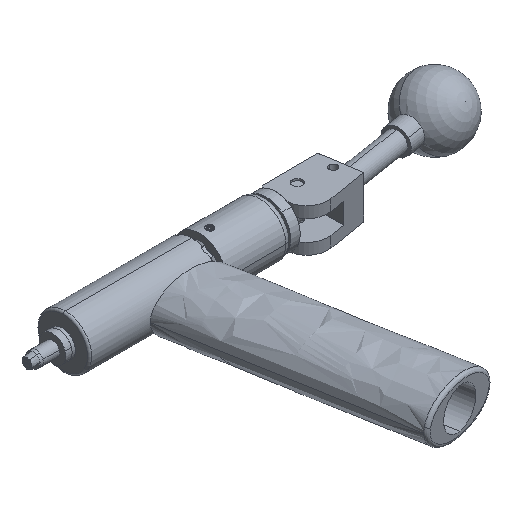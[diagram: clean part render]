
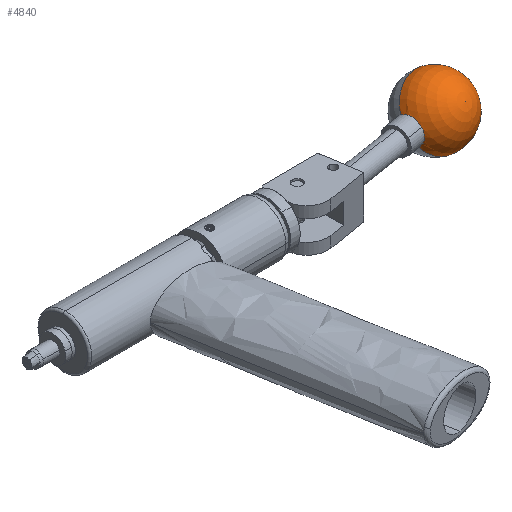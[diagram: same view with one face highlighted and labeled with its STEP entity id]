
A CAD part, isometric view. The second image highlights one B-rep face of the part: STEP entity #4840.
In plain terms, the highlighted spherical face has radius 15.875 mm.
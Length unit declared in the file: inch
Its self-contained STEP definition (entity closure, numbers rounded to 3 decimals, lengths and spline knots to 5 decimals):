
#249 = CARTESIAN_POINT ( 'NONE',  ( 7.7727, 0.37782, 0. ) ) ;
#720 = DIRECTION ( 'NONE',  ( 0.127, -0.801, 0.585 ) ) ;
#1616 = VERTEX_POINT ( 'NONE', #2118 ) ;
#1864 = DIRECTION ( 'NONE',  ( 0.988, 0.156, 0. ) ) ;
#2065 = CIRCLE ( 'NONE', #15516, 0.25 ) ;
#2118 = CARTESIAN_POINT ( 'NONE',  ( 6.62134, -0.00981, 0.14627 ) ) ;
#3050 = DIRECTION ( 'NONE',  ( 0., -0.59, -0.808 ) ) ;
#3503 = ORIENTED_EDGE ( 'NONE', *, *, #6035, .T. ) ;
#4162 = DIRECTION ( 'NONE',  ( 0.127, -0.801, 0.585 ) ) ;
#4476 = ORIENTED_EDGE ( 'NONE', *, *, #11609, .F. ) ;
#4840 = ADVANCED_FACE ( 'NONE', ( #10910 ), #14526, .T. ) ;
#4857 = DIRECTION ( 'NONE',  ( -0.127, 0.801, -0.585 ) ) ;
#4925 = AXIS2_PLACEMENT_3D ( 'NONE', #13124, #4162, #3050 ) ;
#5178 = CARTESIAN_POINT ( 'NONE',  ( 7.15539, 0.28004, 0. ) ) ;
#5758 = VERTEX_POINT ( 'NONE', #9517 ) ;
#5893 = CARTESIAN_POINT ( 'NONE',  ( 7.15539, 0.28004, 0. ) ) ;
#6035 = EDGE_CURVE ( 'NONE', #1616, #5758, #2065, .T. ) ;
#6358 = ORIENTED_EDGE ( 'NONE', *, *, #12711, .T. ) ;
#7177 = CIRCLE ( 'NONE', #14043, 0.25 ) ;
#7802 = AXIS2_PLACEMENT_3D ( 'NONE', #5893, #8382, #15956 ) ;
#8073 = DIRECTION ( 'NONE',  ( 0.988, 0.156, 0. ) ) ;
#8268 = CARTESIAN_POINT ( 'NONE',  ( 6.56674, 0.3349, 0.20274 ) ) ;
#8340 = CARTESIAN_POINT ( 'NONE',  ( 6.58962, 0.19044, 0. ) ) ;
#8370 = EDGE_CURVE ( 'NONE', #14551, #1616, #7177, .T. ) ;
#8382 = DIRECTION ( 'NONE',  ( 0.127, -0.801, 0.585 ) ) ;
#9236 = ORIENTED_EDGE ( 'NONE', *, *, #8370, .T. ) ;
#9468 = CARTESIAN_POINT ( 'NONE',  ( 6.58962, 0.19044, 0. ) ) ;
#9517 = CARTESIAN_POINT ( 'NONE',  ( 6.6125, 0.04597, -0.20274 ) ) ;
#10910 = FACE_OUTER_BOUND ( 'NONE', #13150, .T. ) ;
#11355 = DIRECTION ( 'NONE',  ( 0., 0.59, 0.808 ) ) ;
#11609 = EDGE_CURVE ( 'NONE', #14443, #5758, #11806, .T. ) ;
#11747 = DIRECTION ( 'NONE',  ( 0.127, -0.801, 0.585 ) ) ;
#11806 = CIRCLE ( 'NONE', #13928, 0.625 ) ;
#12543 = CIRCLE ( 'NONE', #4925, 0.625 ) ;
#12711 = EDGE_CURVE ( 'NONE', #14443, #14551, #12543, .T. ) ;
#13124 = CARTESIAN_POINT ( 'NONE',  ( 7.15539, 0.28004, 0. ) ) ;
#13150 = EDGE_LOOP ( 'NONE', ( #4476, #6358, #9236, #3503 ) ) ;
#13928 = AXIS2_PLACEMENT_3D ( 'NONE', #5178, #4857, #11355 ) ;
#14043 = AXIS2_PLACEMENT_3D ( 'NONE', #9468, #8073, #11747 ) ;
#14443 = VERTEX_POINT ( 'NONE', #249 ) ;
#14526 = SPHERICAL_SURFACE ( 'NONE', #7802, 0.625 ) ;
#14551 = VERTEX_POINT ( 'NONE', #8268 ) ;
#15516 = AXIS2_PLACEMENT_3D ( 'NONE', #8340, #1864, #720 ) ;
#15956 = DIRECTION ( 'NONE',  ( 0.092, -0.578, -0.811 ) ) ;
